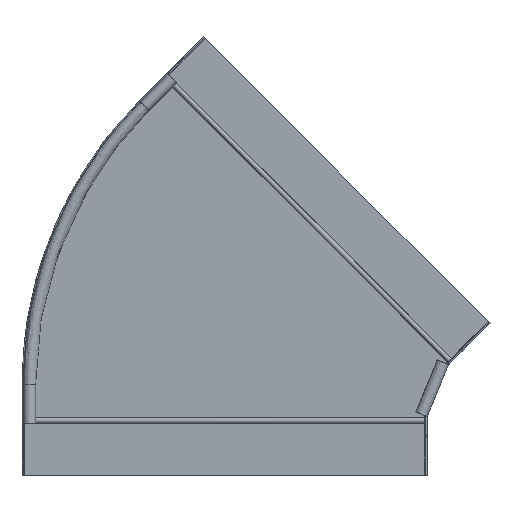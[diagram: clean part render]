
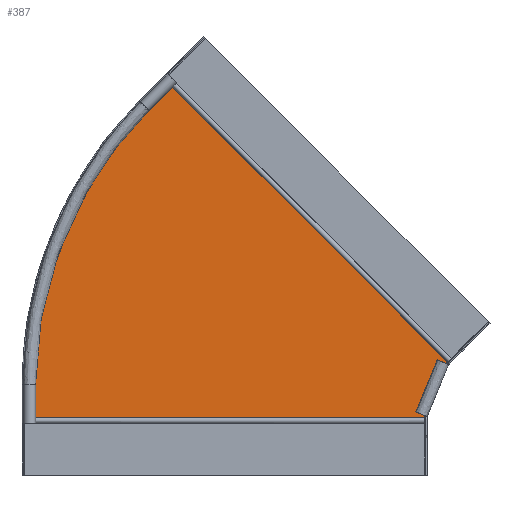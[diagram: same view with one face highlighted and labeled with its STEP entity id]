
A CAD part, top view. The second image highlights one B-rep face of the part: STEP entity #387.
In plain terms, the highlighted planar face has unit normal (0, 0, 1).
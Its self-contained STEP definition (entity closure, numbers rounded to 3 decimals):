
#387=ADVANCED_FACE('',(#790),#6036,.T.);
#790=FACE_OUTER_BOUND('',#1193,.T.);
#1193=EDGE_LOOP('',(#3039,#3040,#3041,#3042,#3043,#3044,#3045,#3046));
#3039=ORIENTED_EDGE('',*,*,#4040,.F.);
#3040=ORIENTED_EDGE('',*,*,#4049,.T.);
#3041=ORIENTED_EDGE('',*,*,#4069,.F.);
#3042=ORIENTED_EDGE('',*,*,#4064,.F.);
#3043=ORIENTED_EDGE('',*,*,#4053,.F.);
#3044=ORIENTED_EDGE('',*,*,#4052,.F.);
#3045=ORIENTED_EDGE('',*,*,#4051,.F.);
#3046=ORIENTED_EDGE('',*,*,#4054,.F.);
#4040=EDGE_CURVE('',#5642,#5641,#5021,.T.);
#4049=EDGE_CURVE('',#5642,#5649,#5025,.T.);
#4051=EDGE_CURVE('',#5650,#5651,#5026,.T.);
#4052=EDGE_CURVE('',#5651,#5652,#5027,.T.);
#4053=EDGE_CURVE('',#5652,#5653,#5028,.T.);
#4054=EDGE_CURVE('',#5641,#5650,#5029,.T.);
#4064=EDGE_CURVE('',#5653,#5654,#4224,.T.);
#4069=EDGE_CURVE('',#5654,#5649,#5042,.T.);
#4224=(
BOUNDED_CURVE()
B_SPLINE_CURVE(2,(#15733,#15734,#15735),.UNSPECIFIED.,.F.,.F.)
B_SPLINE_CURVE_WITH_KNOTS((3,3),(-311.803,0.),.UNSPECIFIED.)
CURVE()
GEOMETRIC_REPRESENTATION_ITEM()
RATIONAL_B_SPLINE_CURVE((1.,0.924,1.))
REPRESENTATION_ITEM('')
);
#5021=B_SPLINE_CURVE_WITH_KNOTS('',1,(#15671,#15672),.UNSPECIFIED.,.F.,
 .F.,(2,2),(-1.157,0.),.UNSPECIFIED.);
#5025=B_SPLINE_CURVE_WITH_KNOTS('',1,(#15702,#15703),.UNSPECIFIED.,.F.,
 .F.,(2,2),(0.,398.5),.UNSPECIFIED.);
#5026=B_SPLINE_CURVE_WITH_KNOTS('',1,(#15707,#15708),.UNSPECIFIED.,.F.,
 .F.,(2,2),(0.,1.157),.UNSPECIFIED.);
#5027=B_SPLINE_CURVE_WITH_KNOTS('',1,(#15709,#15710),.UNSPECIFIED.,.F.,
 .F.,(2,2),(0.,398.5),.UNSPECIFIED.);
#5028=B_SPLINE_CURVE_WITH_KNOTS('',1,(#15711,#15712),.UNSPECIFIED.,.F.,
 .F.,(2,2),(0.,33.072),.UNSPECIFIED.);
#5029=B_SPLINE_CURVE_WITH_KNOTS('',1,(#15713,#15714),.UNSPECIFIED.,.F.,
 .F.,(2,2),(-57.822,0.),.UNSPECIFIED.);
#5042=B_SPLINE_CURVE_WITH_KNOTS('',1,(#15745,#15746),.UNSPECIFIED.,.F.,
 .F.,(2,2),(-33.072,0.),.UNSPECIFIED.);
#5641=VERTEX_POINT('',#15595);
#5642=VERTEX_POINT('',#15596);
#5649=VERTEX_POINT('',#15603);
#5650=VERTEX_POINT('',#15604);
#5651=VERTEX_POINT('',#15605);
#5652=VERTEX_POINT('',#15606);
#5653=VERTEX_POINT('',#15607);
#5654=VERTEX_POINT('',#15608);
#6036=PLANE('',#6308);
#6308=AXIS2_PLACEMENT_3D('',#15438,#6545,$);
#6545=DIRECTION('',(0.,0.,1.));
#15438=CARTESIAN_POINT('',(265.102,22.849,0.));
#15595=CARTESIAN_POINT('',(221.378,111.906,0.));
#15596=CARTESIAN_POINT('',(222.196,112.724,0.));
#15603=CARTESIAN_POINT('',(-59.586,394.506,0.));
#15604=CARTESIAN_POINT('',(199.25,58.485,0.));
#15605=CARTESIAN_POINT('',(199.25,57.328,0.));
#15606=CARTESIAN_POINT('',(-199.25,57.328,0.));
#15607=CARTESIAN_POINT('',(-199.25,90.4,0.));
#15608=CARTESIAN_POINT('',(-82.972,371.121,0.));
#15671=CARTESIAN_POINT('',(222.196,112.724,0.));
#15672=CARTESIAN_POINT('',(221.378,111.906,0.));
#15702=CARTESIAN_POINT('',(222.196,112.724,0.));
#15703=CARTESIAN_POINT('',(-59.586,394.506,0.));
#15707=CARTESIAN_POINT('',(199.25,58.485,0.));
#15708=CARTESIAN_POINT('',(199.25,57.328,0.));
#15709=CARTESIAN_POINT('',(199.25,57.328,0.));
#15710=CARTESIAN_POINT('',(-199.25,57.328,0.));
#15711=CARTESIAN_POINT('',(-199.25,57.328,0.));
#15712=CARTESIAN_POINT('',(-199.25,90.4,0.));
#15713=CARTESIAN_POINT('',(221.378,111.906,0.));
#15714=CARTESIAN_POINT('',(199.25,58.485,0.));
#15733=CARTESIAN_POINT('',(-199.25,90.4,0.));
#15734=CARTESIAN_POINT('',(-199.25,254.843,0.));
#15735=CARTESIAN_POINT('',(-82.972,371.121,0.));
#15745=CARTESIAN_POINT('',(-82.972,371.121,0.));
#15746=CARTESIAN_POINT('',(-59.586,394.506,0.));
